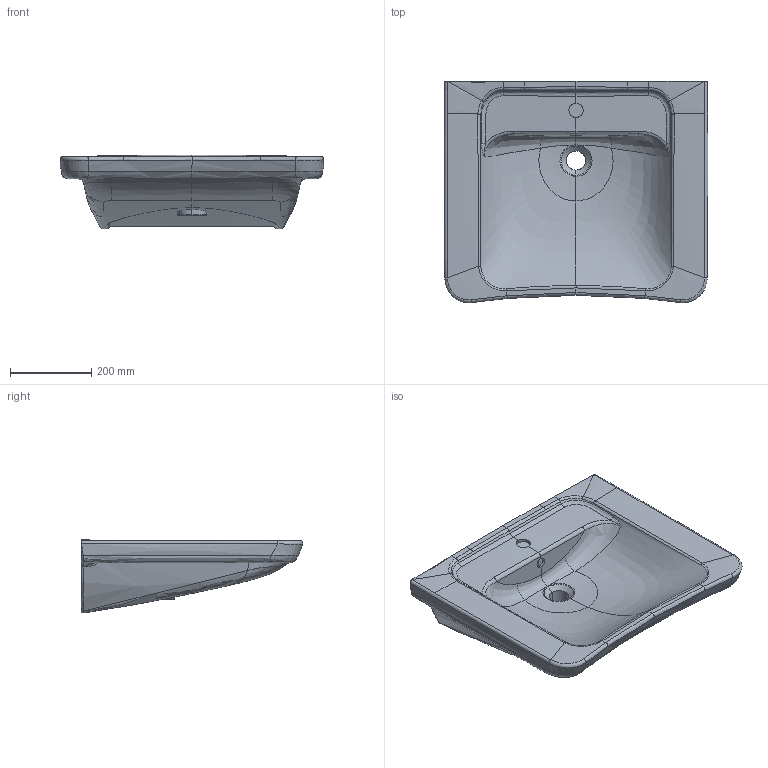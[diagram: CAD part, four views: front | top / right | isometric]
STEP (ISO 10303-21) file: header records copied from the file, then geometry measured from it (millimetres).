
FILE_DESCRIPTION(/* description */ (''),/* implementation_level */ '2;1');
FILE_NAME(/* name */ '517865_OA-Vita_WT_2006.stp',/* time_stamp */ '2019-03-14T09:10:24+01:00',/* author */ (''),/* organization */ (''),/* preprocessor_version */ 'ST-DEVELOPER v16',/* originating_system */ 'SIEMENS PLM Software NX 10.0',/* authorisation */ '');
FILE_SCHEMA (('AUTOMOTIVE_DESIGN { 1 0 10303 214 3 1 1 1 }'));
Length unit declared in the file: millimetre
Products named in the file (1): Sier1D5050E6cdnw
Bounding box: 648.56 x 544.97 x 182.03 mm (x, y, z)
Volume: 25721823.5 mm3; surface area: 983538.1 mm2
Topology: 1 solids, 1 shells, 183 faces, 436 edges, 239 vertices
Faces by surface type: bspline 146, plane 17, cylinder 14, sphere 4, extrusion 2
Entity records: 19851 total; most frequent: CARTESIAN_POINT 17029, ORIENTED_EDGE 842, EDGE_CURVE 421, B_SPLINE_CURVE_WITH_KNOTS 292, VERTEX_POINT 239, DIRECTION 188, EDGE_LOOP 184, ADVANCED_FACE 183
